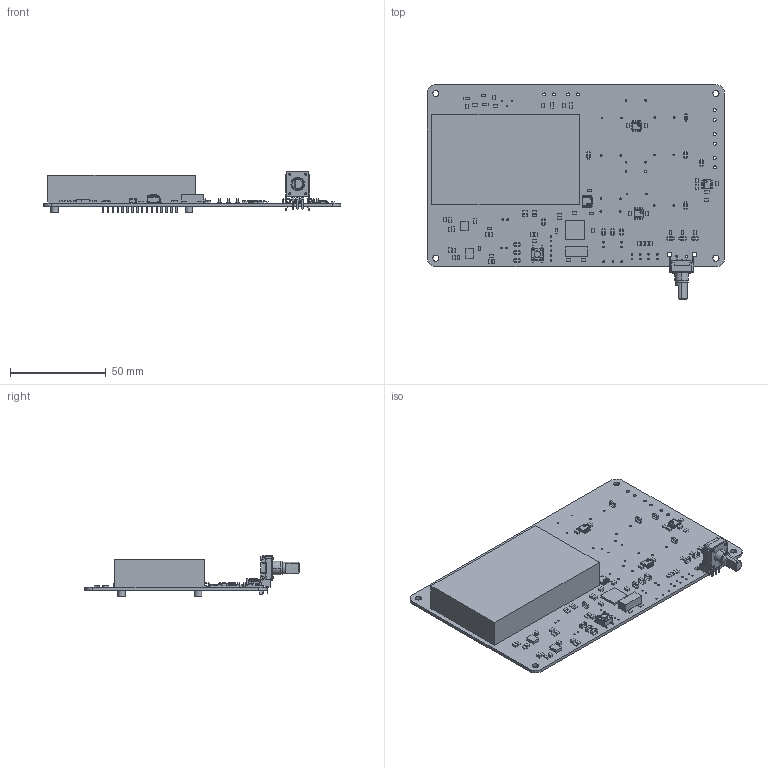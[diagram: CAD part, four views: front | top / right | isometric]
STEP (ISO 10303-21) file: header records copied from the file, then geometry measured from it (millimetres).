
FILE_DESCRIPTION(('Open CASCADE Model'),'2;1');
FILE_NAME('Open CASCADE Shape Model','2023-03-29T15:37:18',('Author'),( 'Open CASCADE'),'Open CASCADE STEP processor 6.8','Open CASCADE 6.8' ,'Unknown');
FILE_SCHEMA(('AUTOMOTIVE_DESIGN { 1 0 10303 214 1 1 1 1 }'));
Length unit declared in the file: millimetre
Products named in the file (126): PCB; Board; Open CASCADE STEP translator 6.8 1.1.1; Q4; 7071660624; Extruded; S1; 6092651328; GND; keystone-PN5019; 3V3; -15V; 5V; +15V; D2; 7071658144; D1; SW1; 4301x20438x6; C1; R11; 7071659344; R10; R8; Y1; 7071659904; U10; IC_Maxim_MAX4581AUE-GG8_eec; U9; 7071654064; U8; U7; SOIC-8akaD0008AakaM08A; M08A_ASM_82_ASM; BODY_M08A_35; LEAD_M08A_57; TIEBAR_M08A_2_ASM; MANIFOLD_SOLID_BREP_2784; MANIFOLD_SOLID_BREP_2935; MANIFOLD_SOLID_BREP_3086 ...
Assembly tree (220 placements, depth 6):
  PCB
    Board
      Open CASCADE STEP translator 6.8 1.1.1
    Q4
      7071660624
        Extruded
    S1
      6092651328
    GND
      keystone-PN5019
    3V3
      keystone-PN5019
    -15V
      keystone-PN5019
    GND
      keystone-PN5019
    5V
      keystone-PN5019
    +15V
      keystone-PN5019
    D2
      7071658144
        Extruded
    D1
      7071658144
        Extruded
    SW1
      4301x20438x6
    C1
      7071658144
        Extruded
    R11
      7071659344
        Extruded
    R10
      7071659344
        Extruded
    R8
      7071659344
        Extruded
    Y1
      7071659904
        Extruded
    U10
      IC_Maxim_MAX4581AUE-GG8_eec
      IC_Maxim_MAX4581AUE-GG8_eec
      IC_Maxim_MAX4581AUE-GG8_eec
    U9
      7071654064
        Extruded
    U8
      7071654064
        Extruded
    U7
      SOIC-8akaD0008AakaM08A
        M08A_ASM_82_ASM
          BODY_M08A_35
          LEAD_M08A_57  x8
          TIEBAR_M08A_2_ASM
            MANIFOLD_SOLID_BREP_2784
Bounding box: 154.96 x 111.89 x 21.7 mm (x, y, z)
Volume: 83586.9 mm3; surface area: 56888.5 mm2
Topology: 568 solids, 568 shells, 3926 faces, 7668 edges, 4890 vertices
Faces by surface type: plane 2646, cylinder 948, bspline 283, sphere 30, cone 18, torus 1
Full cylindrical faces by diameter (mm): 0.5 x1, 0.69 x3, 0.8 x320, 0.85 x22, 0.9 x25, 1 x16, 1.1 x5, 1.2 x4, 1.55 x10, 3.2 x4, 3.5 x1, 3.8 x80, 4 x4
Entity records: 45392 total; most frequent: CARTESIAN_POINT 9853, ORIENTED_EDGE 6792, DIRECTION 5848, EDGE_CURVE 3396, VERTEX_POINT 2222, LINE 1994, VECTOR 1994, AXIS2_PLACEMENT_3D 1927
